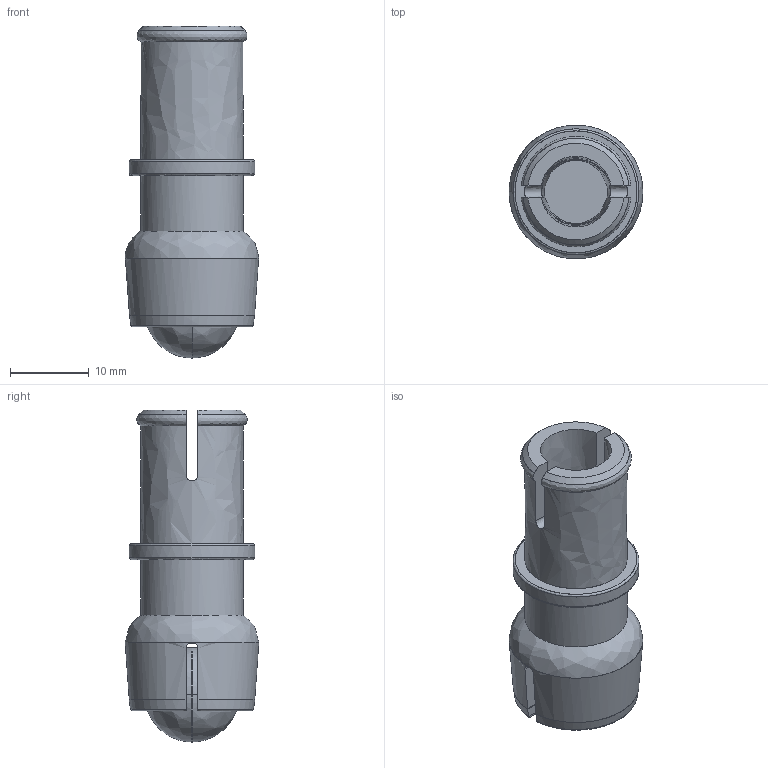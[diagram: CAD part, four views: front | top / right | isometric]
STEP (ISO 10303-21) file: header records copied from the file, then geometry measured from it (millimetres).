
FILE_DESCRIPTION((''),'2;1');
FILE_NAME('BLL.stp','2021-05-16T19:21:53',(''),(''),'AutoCAD STEP 2000i','AutoCAD 2000i',', , ');
FILE_SCHEMA(('CONFIG_CONTROL_DESIGN'));
Length unit declared in the file: millimetre
Products named in the file (1): BLL
Bounding box: 17 x 16.98 x 42.2 mm (x, y, z)
Surface area: 3811.7 mm2 (no closed solid volume)
Topology: 0 solids, 0 shells, 73 faces, 315 edges, 298 vertices
Faces by surface type: bspline 73
Entity records: 5908 total; most frequent: CARTESIAN_POINT 4513, QUASI_UNIFORM_CURVE 324, PCURVE 306, COMPOSITE_CURVE_SEGMENT 306, B_SPLINE_CURVE_WITH_KNOTS 188, CURVE_BOUNDED_SURFACE 73, OUTER_BOUNDARY_CURVE 72, QUASI_UNIFORM_SURFACE 21
